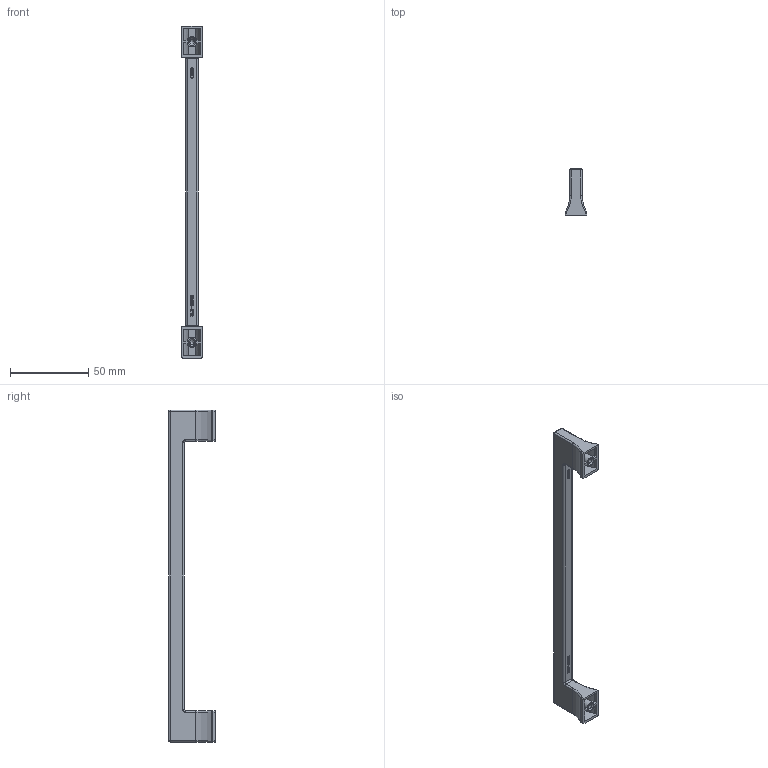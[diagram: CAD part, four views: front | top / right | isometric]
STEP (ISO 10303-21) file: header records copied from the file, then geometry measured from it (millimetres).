
FILE_DESCRIPTION(('Creo Elements/Direct Modeling STEP Export'),'2;1');
FILE_NAME('2526-212.stp','2022-06-08T 8:24:22',(''),(''),'Creo Elements/Direct Modeling STEP processor for AP214 (Solid Model)','Creo Elements/Direct Modeling 20.0 12-Nov-2016 (C) Parametric Technology GmbH','');
FILE_SCHEMA(('AUTOMOTIVE_DESIGN { 1 0 10303 214 1 1 1 1 }'));
Length unit declared in the file: millimetre
Products named in the file (1): ZN-11695
Bounding box: 14 x 30 x 212 mm (x, y, z)
Volume: 20156.1 mm3; surface area: 13192.3 mm2
Topology: 1 solids, 1 shells, 676 faces, 1909 edges, 1242 vertices
Faces by surface type: plane 584, cylinder 60, sphere 12, torus 12, cone 8
Entity records: 21786 total; most frequent: CARTESIAN_POINT 4445, ORIENTED_EDGE 3786, DIRECTION 3275, EDGE_CURVE 1893, VECTOR 1723, LINE 1723, VERTEX_POINT 1242, AXIS2_PLACEMENT_3D 776
